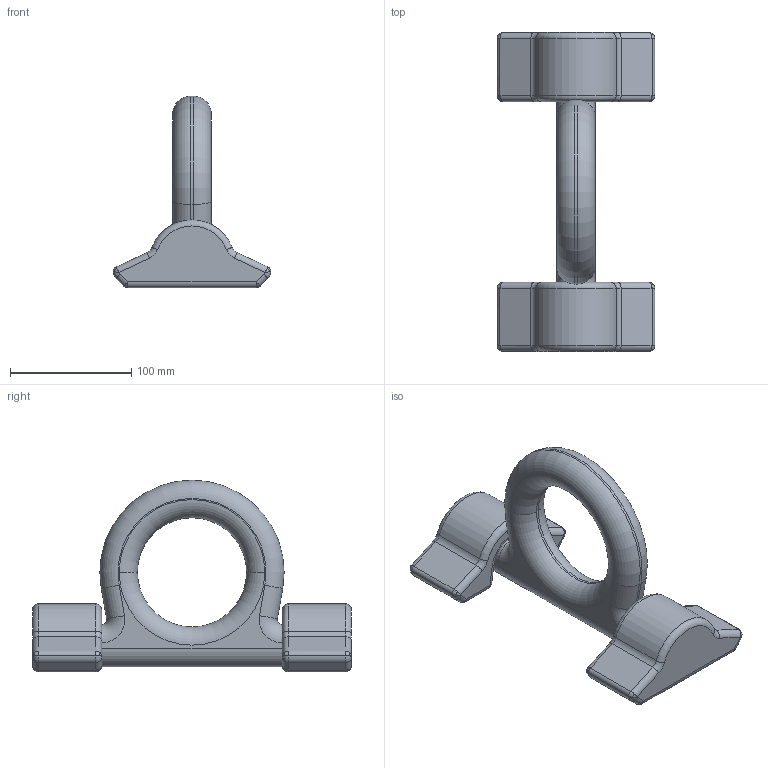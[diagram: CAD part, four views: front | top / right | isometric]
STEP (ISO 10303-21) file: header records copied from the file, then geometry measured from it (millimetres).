
FILE_DESCRIPTION(('CATIA V5 STEP Exchange'),'2;1');
FILE_NAME('8-082-16.stp','2014-02-14T05:21:12+00:00',('none'),('none'),'CATIA Version 5 Release 21 GA (IN-10)','CATIA V5 STEP AP203','none');
FILE_SCHEMA(('CONFIG_CONTROL_DESIGN'));
Length unit declared in the file: millimetre
Products named in the file (1): YK8082-16B
Bounding box: 130 x 263 x 158 mm (x, y, z)
Volume: 828104.4 mm3; surface area: 103037.6 mm2
Topology: 1 solids, 1 shells, 196 faces, 458 edges, 236 vertices
Faces by surface type: cylinder 87, plane 35, bspline 28, torus 26, sphere 12, revolution 8
Entity records: 7234 total; most frequent: CARTESIAN_POINT 3297, ORIENTED_EDGE 860, DIRECTION 648, EDGE_CURVE 430, AXIS2_PLACEMENT_3D 321, VERTEX_POINT 236, EDGE_LOOP 198, ADVANCED_FACE 196
